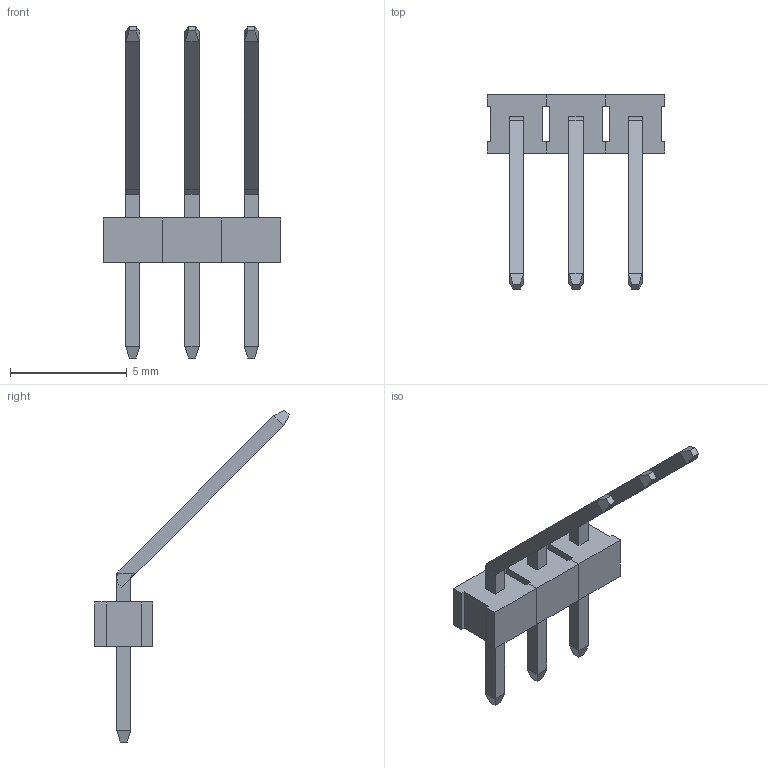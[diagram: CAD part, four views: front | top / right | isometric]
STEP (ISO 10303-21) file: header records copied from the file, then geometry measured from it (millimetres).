
FILE_DESCRIPTION (( 'STEP AP214' ), '1' );
FILE_NAME ('header 2.54mm 45degree 3pin.step', '2020-02-29T19:05:31', ( '' ), ( '' ), 'SwSTEP 2.0', 'SolidWorks 2018', '' );
FILE_SCHEMA (( 'AUTOMOTIVE_DESIGN' ));
Length unit declared in the file: millimetre
Products named in the file (1): header 2.54mm 45degree 3pin
Bounding box: 7.62 x 8.35 x 14.23 mm (x, y, z)
Volume: 49.9 mm3; surface area: 207.5 mm2
Topology: 6 solids, 6 shells, 120 faces, 282 edges, 180 vertices
Faces by surface type: plane 114, cylinder 6
Entity records: 3821 total; most frequent: CARTESIAN_POINT 583, ORIENTED_EDGE 564, DIRECTION 536, EDGE_CURVE 282, LINE 270, VECTOR 270, VERTEX_POINT 180, AXIS2_PLACEMENT_3D 133
